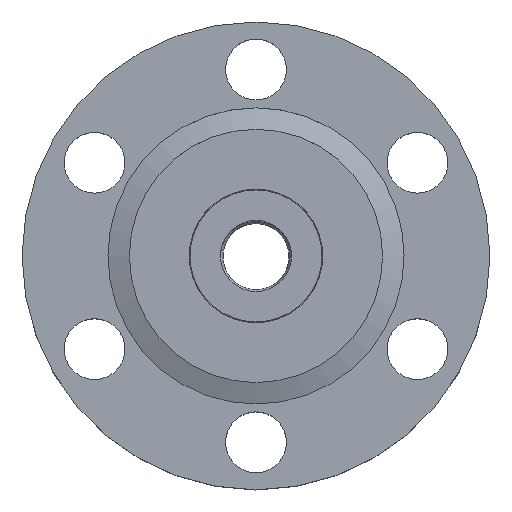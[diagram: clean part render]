
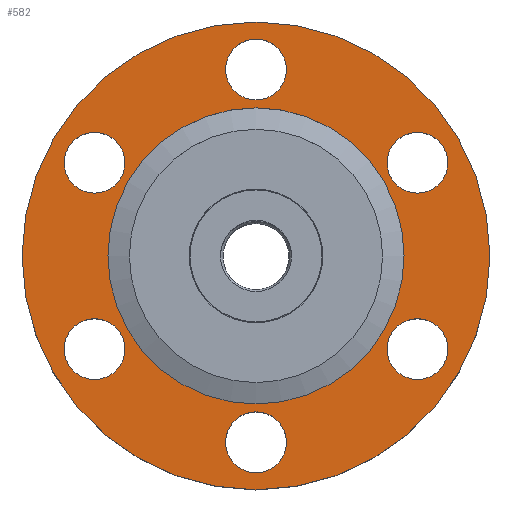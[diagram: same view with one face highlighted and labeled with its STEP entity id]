
A CAD part, top view. The second image highlights one B-rep face of the part: STEP entity #582.
In plain terms, the highlighted planar face has unit normal (0, 0, 1).
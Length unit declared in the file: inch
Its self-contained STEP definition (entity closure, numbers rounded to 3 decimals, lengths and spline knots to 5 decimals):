
#68=FACE_BOUND('',#184,.T.);
#69=FACE_BOUND('',#185,.T.);
#70=FACE_BOUND('',#186,.T.);
#71=FACE_BOUND('',#187,.T.);
#72=FACE_BOUND('',#188,.T.);
#73=FACE_BOUND('',#189,.T.);
#74=FACE_BOUND('',#190,.T.);
#119=FACE_OUTER_BOUND('',#183,.T.);
#183=EDGE_LOOP('',(#438));
#184=EDGE_LOOP('',(#439));
#185=EDGE_LOOP('',(#440));
#186=EDGE_LOOP('',(#441));
#187=EDGE_LOOP('',(#442));
#188=EDGE_LOOP('',(#443));
#189=EDGE_LOOP('',(#444));
#190=EDGE_LOOP('',(#445));
#257=CIRCLE('',#646,0.421);
#260=CIRCLE('',#651,0.0865);
#262=CIRCLE('',#654,0.0865);
#264=CIRCLE('',#657,0.0865);
#266=CIRCLE('',#660,0.0865);
#268=CIRCLE('',#663,0.0865);
#270=CIRCLE('',#666,0.0865);
#272=CIRCLE('',#670,0.665);
#308=VERTEX_POINT('',#941);
#311=VERTEX_POINT('',#949);
#313=VERTEX_POINT('',#954);
#315=VERTEX_POINT('',#959);
#317=VERTEX_POINT('',#964);
#319=VERTEX_POINT('',#969);
#321=VERTEX_POINT('',#974);
#323=VERTEX_POINT('',#980);
#359=EDGE_CURVE('',#308,#308,#257,.T.);
#362=EDGE_CURVE('',#311,#311,#260,.T.);
#364=EDGE_CURVE('',#313,#313,#262,.T.);
#366=EDGE_CURVE('',#315,#315,#264,.T.);
#368=EDGE_CURVE('',#317,#317,#266,.T.);
#370=EDGE_CURVE('',#319,#319,#268,.T.);
#372=EDGE_CURVE('',#321,#321,#270,.T.);
#374=EDGE_CURVE('',#323,#323,#272,.T.);
#438=ORIENTED_EDGE('',*,*,#374,.F.);
#439=ORIENTED_EDGE('',*,*,#359,.T.);
#440=ORIENTED_EDGE('',*,*,#362,.T.);
#441=ORIENTED_EDGE('',*,*,#364,.T.);
#442=ORIENTED_EDGE('',*,*,#366,.T.);
#443=ORIENTED_EDGE('',*,*,#368,.T.);
#444=ORIENTED_EDGE('',*,*,#370,.T.);
#445=ORIENTED_EDGE('',*,*,#372,.T.);
#510=PLANE('',#671);
#582=ADVANCED_FACE('',(#119,#68,#69,#70,#71,#72,#73,#74),#510,.F.);
#646=AXIS2_PLACEMENT_3D('',#942,#752,#753);
#651=AXIS2_PLACEMENT_3D('',#950,#762,#763);
#654=AXIS2_PLACEMENT_3D('',#955,#768,#769);
#657=AXIS2_PLACEMENT_3D('',#960,#774,#775);
#660=AXIS2_PLACEMENT_3D('',#965,#780,#781);
#663=AXIS2_PLACEMENT_3D('',#970,#786,#787);
#666=AXIS2_PLACEMENT_3D('',#975,#792,#793);
#670=AXIS2_PLACEMENT_3D('',#981,#800,#801);
#671=AXIS2_PLACEMENT_3D('',#982,#802,#803);
#752=DIRECTION('center_axis',(0.,0.,-1.));
#753=DIRECTION('ref_axis',(0.,1.,0.));
#762=DIRECTION('center_axis',(0.,0.,-1.));
#763=DIRECTION('ref_axis',(0.5,-0.866,0.));
#768=DIRECTION('center_axis',(0.,0.,-1.));
#769=DIRECTION('ref_axis',(-0.5,-0.866,0.));
#774=DIRECTION('center_axis',(0.,0.,-1.));
#775=DIRECTION('ref_axis',(-1.,0.,0.));
#780=DIRECTION('center_axis',(0.,0.,-1.));
#781=DIRECTION('ref_axis',(-0.5,0.866,0.));
#786=DIRECTION('center_axis',(0.,0.,-1.));
#787=DIRECTION('ref_axis',(0.5,0.866,0.));
#792=DIRECTION('center_axis',(0.,0.,-1.));
#793=DIRECTION('ref_axis',(1.,0.,0.));
#800=DIRECTION('center_axis',(0.,0.,-1.));
#801=DIRECTION('ref_axis',(-1.,0.,0.));
#802=DIRECTION('center_axis',(0.,0.,-1.));
#803=DIRECTION('ref_axis',(-1.,0.,0.));
#941=CARTESIAN_POINT('',(0.,0.421,0.15));
#942=CARTESIAN_POINT('Origin',(0.,0.,0.15));
#949=CARTESIAN_POINT('',(0.50224,0.19009,0.15));
#950=CARTESIAN_POINT('Origin',(0.45899,0.265,0.15));
#954=CARTESIAN_POINT('',(0.41574,-0.33991,0.15));
#955=CARTESIAN_POINT('Origin',(0.45899,-0.265,0.15));
#959=CARTESIAN_POINT('',(-0.0865,-0.53,0.15));
#960=CARTESIAN_POINT('Origin',(0.,-0.53,0.15));
#964=CARTESIAN_POINT('',(-0.50224,-0.19009,0.15));
#965=CARTESIAN_POINT('Origin',(-0.45899,-0.265,0.15));
#969=CARTESIAN_POINT('',(-0.41574,0.33991,0.15));
#970=CARTESIAN_POINT('Origin',(-0.45899,0.265,0.15));
#974=CARTESIAN_POINT('',(0.0865,0.53,0.15));
#975=CARTESIAN_POINT('Origin',(0.,0.53,0.15));
#980=CARTESIAN_POINT('',(0.665,0.,0.15));
#981=CARTESIAN_POINT('Origin',(0.,0.,0.15));
#982=CARTESIAN_POINT('Origin',(0.,0.,0.15));
